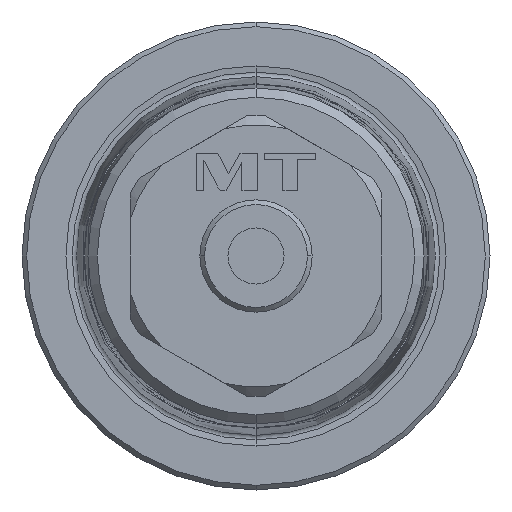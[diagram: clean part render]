
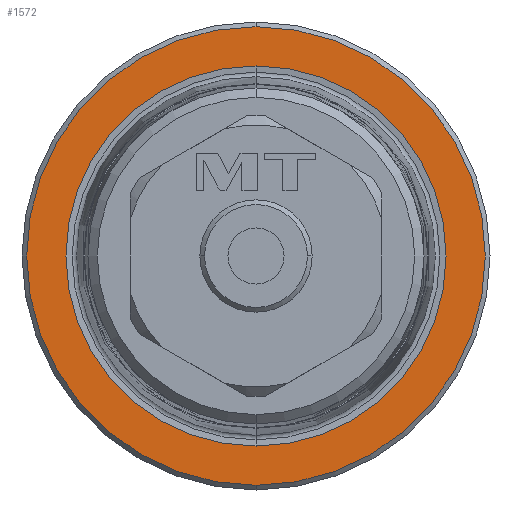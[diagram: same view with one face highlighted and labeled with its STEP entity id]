
A CAD part, front view. The second image highlights one B-rep face of the part: STEP entity #1572.
In plain terms, the highlighted planar face has unit normal (0, -1, 0).
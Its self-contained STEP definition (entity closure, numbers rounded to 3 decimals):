
#185=CARTESIAN_POINT('',(0.,0.,0.));
#186=DIRECTION('',(0.,1.,0.));
#187=DIRECTION('',(0.,0.,-1.));
#188=AXIS2_PLACEMENT_3D('',#185,#186,#187);
#190=CARTESIAN_POINT('',(0.,0.,0.));
#191=DIRECTION('',(0.,1.,0.));
#192=DIRECTION('',(0.,0.,1.));
#193=AXIS2_PLACEMENT_3D('',#190,#191,#192);
#195=CARTESIAN_POINT('',(0.,0.,0.));
#196=DIRECTION('',(0.,-1.,0.));
#197=DIRECTION('',(0.,0.,1.));
#198=AXIS2_PLACEMENT_3D('',#195,#196,#197);
#200=CARTESIAN_POINT('',(0.,0.,0.));
#201=DIRECTION('',(0.,-1.,0.));
#202=DIRECTION('',(0.,0.,-1.));
#203=AXIS2_PLACEMENT_3D('',#200,#201,#202);
#1019=CARTESIAN_POINT('',(0.,0.,-24.5));
#1020=CARTESIAN_POINT('',(0.,0.,24.5));
#1021=VERTEX_POINT('',#1019);
#1022=VERTEX_POINT('',#1020);
#1123=CARTESIAN_POINT('',(0.,0.,20.308));
#1124=CARTESIAN_POINT('',(0.,0.,-20.308));
#1125=VERTEX_POINT('',#1123);
#1126=VERTEX_POINT('',#1124);
#1557=CARTESIAN_POINT('',(0.,0.,0.));
#1558=DIRECTION('',(0.,-1.,0.));
#1559=DIRECTION('',(0.,0.,-1.));
#1560=AXIS2_PLACEMENT_3D('',#1557,#1558,#1559);
#1561=PLANE('',#1560);
#1562=ORIENTED_EDGE('',*,*,#1539,.T.);
#1563=ORIENTED_EDGE('',*,*,#1524,.T.);
#1564=EDGE_LOOP('',(#1562,#1563));
#1565=FACE_OUTER_BOUND('',#1564,.F.);
#1567=ORIENTED_EDGE('',*,*,#1566,.T.);
#1569=ORIENTED_EDGE('',*,*,#1568,.T.);
#1570=EDGE_LOOP('',(#1567,#1569));
#1571=FACE_BOUND('',#1570,.F.);
#1572=ADVANCED_FACE('',(#1565,#1571),#1561,.T.);
#189=CIRCLE('',#188,24.5);
#194=CIRCLE('',#193,24.5);
#199=CIRCLE('',#198,20.308);
#204=CIRCLE('',#203,20.308);
#1524=EDGE_CURVE('',#1022,#1021,#194,.T.);
#1539=EDGE_CURVE('',#1021,#1022,#189,.T.);
#1566=EDGE_CURVE('',#1125,#1126,#199,.T.);
#1568=EDGE_CURVE('',#1126,#1125,#204,.T.);
